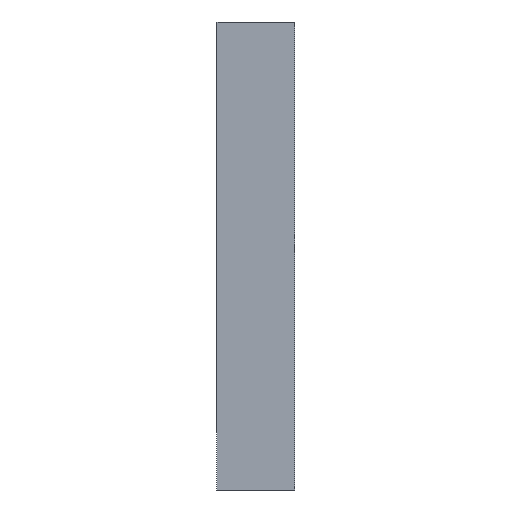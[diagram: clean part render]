
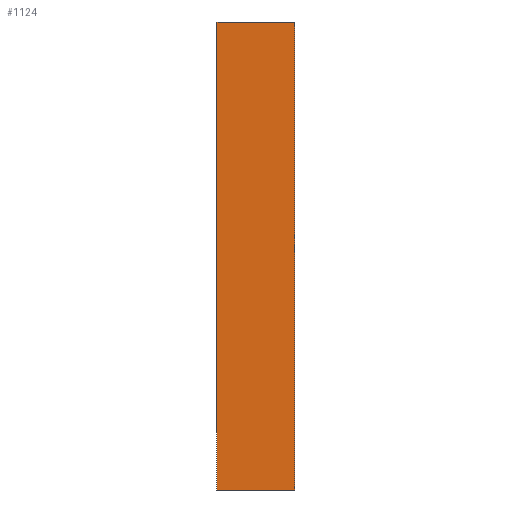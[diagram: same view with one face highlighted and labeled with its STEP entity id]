
A CAD part, left-side view. The second image highlights one B-rep face of the part: STEP entity #1124.
In plain terms, the highlighted planar face has unit normal (-1, 0, 0).
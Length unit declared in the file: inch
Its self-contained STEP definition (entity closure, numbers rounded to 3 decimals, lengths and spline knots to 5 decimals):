
#30 = EDGE_CURVE ( 'NONE', #261, #368, #252, .T. ) ;
#62 = PLANE ( 'NONE',  #288 ) ;
#65 = CARTESIAN_POINT ( 'NONE',  ( -4., -0.5, 1.5 ) ) ;
#77 = DIRECTION ( 'NONE',  ( -1., 0., 0. ) ) ;
#123 = CARTESIAN_POINT ( 'NONE',  ( -4., 0., 1.5 ) ) ;
#138 = EDGE_CURVE ( 'NONE', #587, #368, #216, .T. ) ;
#163 = DIRECTION ( 'NONE',  ( 0., 1., 0. ) ) ;
#216 = LINE ( 'NONE', #123, #945 ) ;
#223 = ORIENTED_EDGE ( 'NONE', *, *, #138, .F. ) ;
#237 = DIRECTION ( 'NONE',  ( 0., 0., 1. ) ) ;
#247 = EDGE_LOOP ( 'NONE', ( #223, #1088, #447, #1045 ) ) ;
#252 = LINE ( 'NONE', #1186, #371 ) ;
#261 = VERTEX_POINT ( 'NONE', #65 ) ;
#271 = CARTESIAN_POINT ( 'NONE',  ( -4., 0., 1.5 ) ) ;
#288 = AXIS2_PLACEMENT_3D ( 'NONE', #446, #77, #1137 ) ;
#293 = CARTESIAN_POINT ( 'NONE',  ( -4., -0.5, -1.5 ) ) ;
#368 = VERTEX_POINT ( 'NONE', #271 ) ;
#371 = VECTOR ( 'NONE', #163, 39.37008 ) ;
#405 = DIRECTION ( 'NONE',  ( 0., 0., 1. ) ) ;
#446 = CARTESIAN_POINT ( 'NONE',  ( -4., -0.5, 1.5 ) ) ;
#447 = ORIENTED_EDGE ( 'NONE', *, *, #1029, .T. ) ;
#533 = EDGE_CURVE ( 'NONE', #636, #587, #921, .T. ) ;
#587 = VERTEX_POINT ( 'NONE', #926 ) ;
#636 = VERTEX_POINT ( 'NONE', #293 ) ;
#741 = CARTESIAN_POINT ( 'NONE',  ( -4., -0.5, -1.5 ) ) ;
#782 = FACE_OUTER_BOUND ( 'NONE', #247, .T. ) ;
#836 = VECTOR ( 'NONE', #237, 39.37008 ) ;
#843 = VECTOR ( 'NONE', #1184, 39.37008 ) ;
#893 = CARTESIAN_POINT ( 'NONE',  ( -4., -0.5, 1.5 ) ) ;
#921 = LINE ( 'NONE', #741, #843 ) ;
#926 = CARTESIAN_POINT ( 'NONE',  ( -4., 0., -1.5 ) ) ;
#945 = VECTOR ( 'NONE', #405, 39.37008 ) ;
#1029 = EDGE_CURVE ( 'NONE', #636, #261, #1063, .T. ) ;
#1045 = ORIENTED_EDGE ( 'NONE', *, *, #30, .T. ) ;
#1063 = LINE ( 'NONE', #893, #836 ) ;
#1088 = ORIENTED_EDGE ( 'NONE', *, *, #533, .F. ) ;
#1124 = ADVANCED_FACE ( 'NONE', ( #782 ), #62, .T. ) ;
#1137 = DIRECTION ( 'NONE',  ( 0., 0., 1. ) ) ;
#1184 = DIRECTION ( 'NONE',  ( 0., 1., 0. ) ) ;
#1186 = CARTESIAN_POINT ( 'NONE',  ( -4., -0.5, 1.5 ) ) ;
